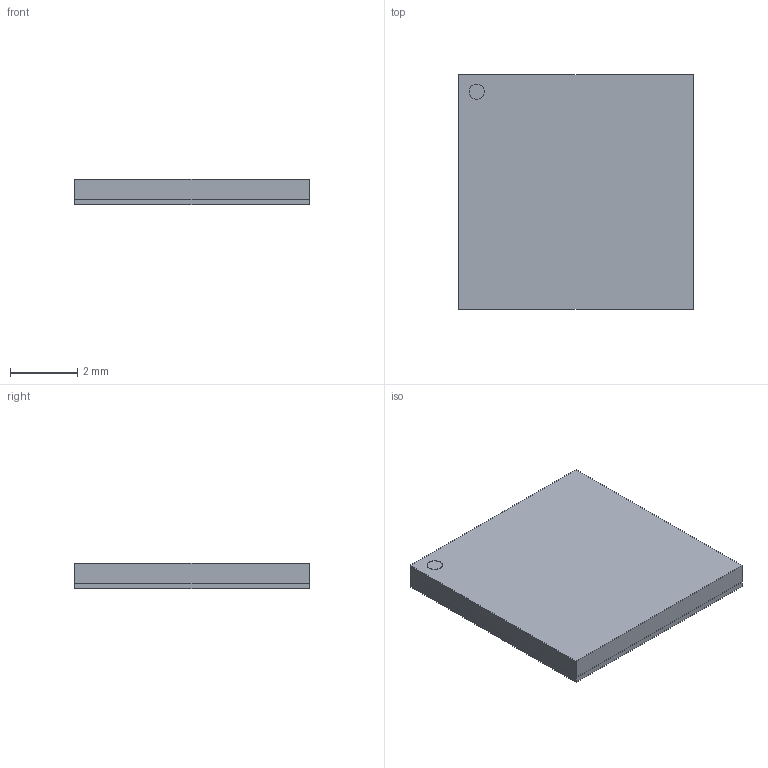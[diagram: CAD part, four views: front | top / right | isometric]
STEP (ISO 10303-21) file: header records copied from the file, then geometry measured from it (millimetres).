
FILE_DESCRIPTION(('FreeCAD Model'),'2;1');
FILE_NAME('Open CASCADE Shape Model','2021-07-21T23:22:19',('Author'),( ''),'Open CASCADE STEP processor 7.4','FreeCAD','Unknown');
FILE_SCHEMA(('AUTOMOTIVE_DESIGN { 1 0 10303 214 1 1 1 1 }'));
Length unit declared in the file: millimetre
Products named in the file (1): Pocket001
Bounding box: 7 x 7 x 0.77 mm (x, y, z)
Volume: 37.7 mm3; surface area: 119.6 mm2
Topology: 1 solids, 1 shells, 12 faces, 23 edges, 14 vertices
Faces by surface type: plane 11, cylinder 1
Full cylindrical faces by diameter (mm): 0.451 x1
Entity records: 405 total; most frequent: DIRECTION 51, CARTESIAN_POINT 50, ORIENTED_EDGE 46, EDGE_CURVE 23, LINE 21, VECTOR 21, AXIS2_PLACEMENT_3D 15, VERTEX_POINT 14
